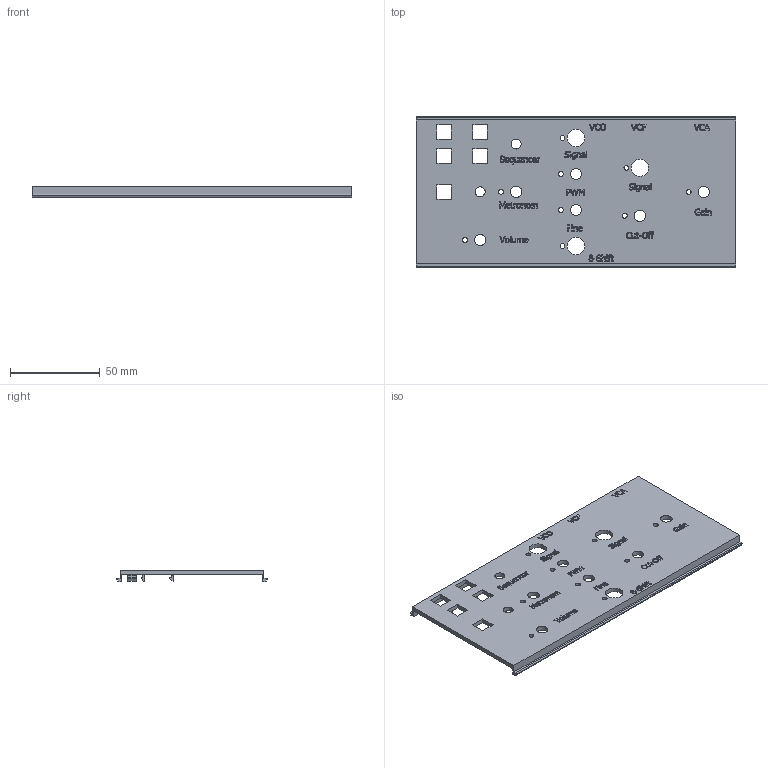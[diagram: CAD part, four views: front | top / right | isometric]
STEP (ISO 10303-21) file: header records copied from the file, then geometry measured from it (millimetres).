
FILE_DESCRIPTION(/* description */ (''),/* implementation_level */ '2;1');
FILE_NAME(/* name */ 'frontplate_beschriftlung.step',/* time_stamp */ '2026-01-29T20:26:43+01:00',/* author */ ('erikt'),/* organization */ (''),/* preprocessor_version */ 'ST-DEVELOPER v19.2',/* originating_system */ 'Autodesk Inventor 2024',/* authorisation */ '');
FILE_SCHEMA (('CONFIG_CONTROL_DESIGN'));
Length unit declared in the file: millimetre
Products named in the file (1): frontplate
Bounding box: 177.5 x 83.38 x 6.5 mm (x, y, z)
Volume: 35635.3 mm3; surface area: 33515.6 mm2
Topology: 1 solids, 1 shells, 1187 faces, 3242 edges, 2156 vertices
Faces by surface type: plane 637, bspline 510, cylinder 40
Full cylindrical faces by diameter (mm): 2.7 x9, 5.5 x2, 6.3 x6, 9.6 x3
Entity records: 39975 total; most frequent: CARTESIAN_POINT 13216, ORIENTED_EDGE 6484, DIRECTION 3642, EDGE_CURVE 3242, LINE 2158, VECTOR 2158, VERTEX_POINT 2156, EDGE_LOOP 1336
